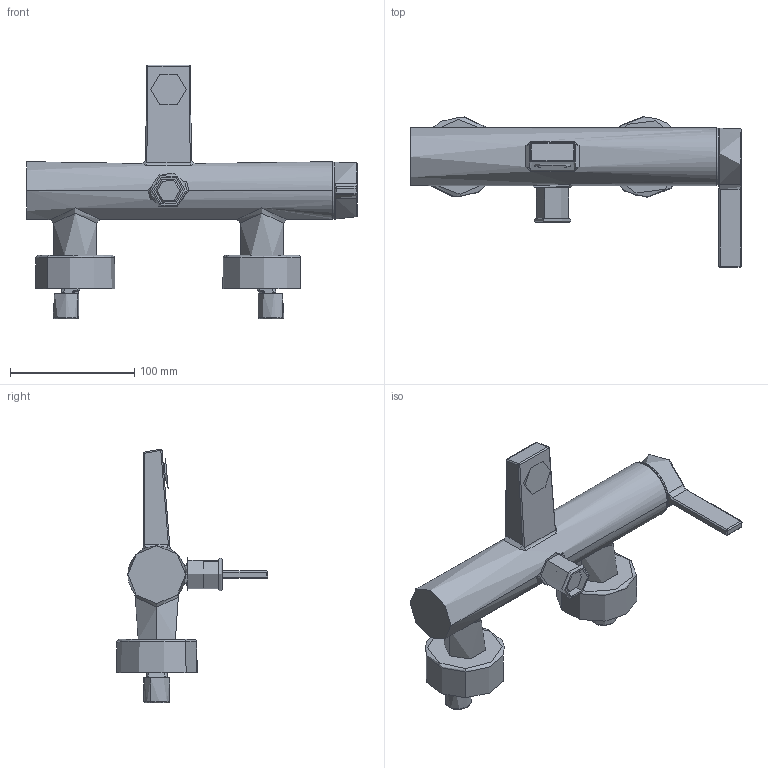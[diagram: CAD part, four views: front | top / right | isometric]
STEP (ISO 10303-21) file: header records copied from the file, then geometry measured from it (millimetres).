
FILE_DESCRIPTION (( 'STEP AP203' ), '1' );
FILE_NAME ('57702103.STEP', '2018-03-09T12:00:01', ( '' ), ( '' ), 'SwSTEP 2.0', 'SolidWorks 2016', '' );
FILE_SCHEMA (( 'CONFIG_CONTROL_DESIGN' ));
Length unit declared in the file: millimetre
Products named in the file (1): 57702103
Bounding box: 265.75 x 121.46 x 203.87 mm (x, y, z)
Volume: 667899.4 mm3; surface area: 108758.4 mm2
Topology: 1 solids, 1 shells, 300 faces, 691 edges, 403 vertices
Faces by surface type: bspline 96, cylinder 93, plane 60, torus 22, sphere 16, cone 13
Entity records: 22935 total; most frequent: CARTESIAN_POINT 16970, ORIENTED_EDGE 1338, DIRECTION 1004, EDGE_CURVE 669, AXIS2_PLACEMENT_3D 423, VERTEX_POINT 395, EDGE_LOOP 324, ADVANCED_FACE 300
